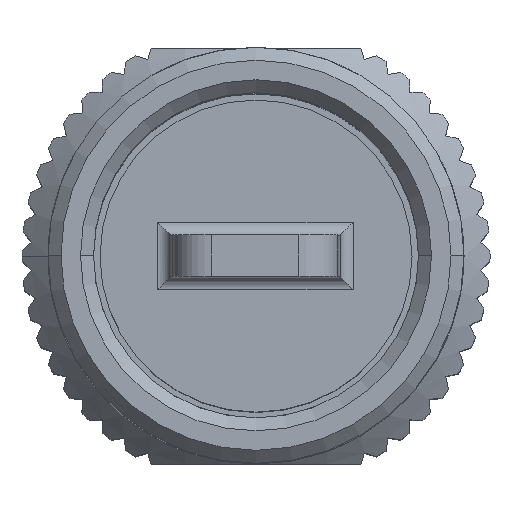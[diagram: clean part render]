
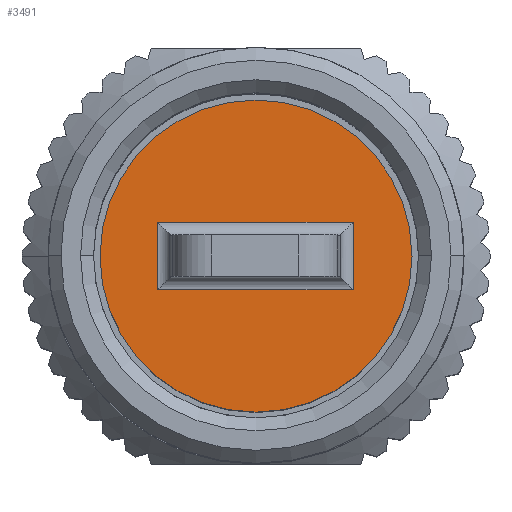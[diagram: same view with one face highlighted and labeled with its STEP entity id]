
A CAD part, top view. The second image highlights one B-rep face of the part: STEP entity #3491.
In plain terms, the highlighted planar face has unit normal (0, 0, 1).
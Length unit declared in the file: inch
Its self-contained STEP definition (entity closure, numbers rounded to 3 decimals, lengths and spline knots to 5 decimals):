
#867 = LINE ( 'NONE', #2592, #2339 ) ;
#1134 = CARTESIAN_POINT ( 'NONE',  ( 0.90755, 1.24752, 2.017 ) ) ;
#1283 = ORIENTED_EDGE ( 'NONE', *, *, #5296, .T. ) ;
#1297 = CIRCLE ( 'NONE', #4076, 0.23622 ) ;
#1315 = EDGE_CURVE ( 'NONE', #8756, #6172, #7306, .T. ) ;
#1420 = FACE_OUTER_BOUND ( 'NONE', #1932, .T. ) ;
#1595 = CARTESIAN_POINT ( 'NONE',  ( 1.04408, 1.2987, 2.017 ) ) ;
#1632 = DIRECTION ( 'NONE',  ( 0., 1., 0. ) ) ;
#1654 = AXIS2_PLACEMENT_3D ( 'NONE', #5498, #7052, #3151 ) ;
#1746 = ORIENTED_EDGE ( 'NONE', *, *, #5342, .T. ) ;
#1932 = EDGE_LOOP ( 'NONE', ( #5137, #9864 ) ) ;
#1935 = VERTEX_POINT ( 'NONE', #7864 ) ;
#2339 = VECTOR ( 'NONE', #2658, 39.37008 ) ;
#2392 = VECTOR ( 'NONE', #9742, 39.37008 ) ;
#2592 = CARTESIAN_POINT ( 'NONE',  ( 1.19116, 1.2672, 2.017 ) ) ;
#2658 = DIRECTION ( 'NONE',  ( 0., -1., 0. ) ) ;
#3074 = CARTESIAN_POINT ( 'NONE',  ( 1.28031, 1.2987, 2.017 ) ) ;
#3120 = DIRECTION ( 'NONE',  ( 0., 0., -1. ) ) ;
#3151 = DIRECTION ( 'NONE',  ( -1., 0., 0. ) ) ;
#3491 = ADVANCED_FACE ( 'NONE', ( #10093, #1420 ), #7880, .F. ) ;
#3978 = VECTOR ( 'NONE', #4339, 39.37008 ) ;
#4076 = AXIS2_PLACEMENT_3D ( 'NONE', #5470, #3120, #8525 ) ;
#4106 = EDGE_CURVE ( 'NONE', #6172, #8756, #1297, .T. ) ;
#4339 = DIRECTION ( 'NONE',  ( 1., 0., 0. ) ) ;
#4450 = EDGE_CURVE ( 'NONE', #1935, #5225, #6779, .T. ) ;
#4579 = VERTEX_POINT ( 'NONE', #5483 ) ;
#4796 = AXIS2_PLACEMENT_3D ( 'NONE', #1595, #7073, #5523 ) ;
#4955 = LINE ( 'NONE', #5058, #3978 ) ;
#4983 = ORIENTED_EDGE ( 'NONE', *, *, #9408, .T. ) ;
#5058 = CARTESIAN_POINT ( 'NONE',  ( 1.04408, 1.34988, 2.017 ) ) ;
#5137 = ORIENTED_EDGE ( 'NONE', *, *, #1315, .F. ) ;
#5225 = VERTEX_POINT ( 'NONE', #8842 ) ;
#5296 = EDGE_CURVE ( 'NONE', #4579, #1935, #9837, .T. ) ;
#5342 = EDGE_CURVE ( 'NONE', #5225, #6979, #4955, .T. ) ;
#5351 = CARTESIAN_POINT ( 'NONE',  ( 0.80786, 1.2987, 2.017 ) ) ;
#5470 = CARTESIAN_POINT ( 'NONE',  ( 1.04408, 1.2987, 2.017 ) ) ;
#5483 = CARTESIAN_POINT ( 'NONE',  ( 1.19116, 1.24752, 2.017 ) ) ;
#5498 = CARTESIAN_POINT ( 'NONE',  ( 1.04408, 1.2987, 2.017 ) ) ;
#5523 = DIRECTION ( 'NONE',  ( -1., 0., 0. ) ) ;
#5685 = VECTOR ( 'NONE', #1632, 39.37008 ) ;
#6172 = VERTEX_POINT ( 'NONE', #3074 ) ;
#6777 = ORIENTED_EDGE ( 'NONE', *, *, #4450, .T. ) ;
#6779 = LINE ( 'NONE', #7045, #5685 ) ;
#6979 = VERTEX_POINT ( 'NONE', #8061 ) ;
#7045 = CARTESIAN_POINT ( 'NONE',  ( 0.89504, 1.3302, 2.017 ) ) ;
#7052 = DIRECTION ( 'NONE',  ( 0., 0., -1. ) ) ;
#7073 = DIRECTION ( 'NONE',  ( 0., 0., -1. ) ) ;
#7306 = CIRCLE ( 'NONE', #4796, 0.23622 ) ;
#7864 = CARTESIAN_POINT ( 'NONE',  ( 0.89504, 1.24752, 2.017 ) ) ;
#7880 = PLANE ( 'NONE',  #1654 ) ;
#8061 = CARTESIAN_POINT ( 'NONE',  ( 1.19116, 1.34988, 2.017 ) ) ;
#8525 = DIRECTION ( 'NONE',  ( -1., 0., 0. ) ) ;
#8532 = EDGE_LOOP ( 'NONE', ( #1283, #6777, #1746, #4983 ) ) ;
#8756 = VERTEX_POINT ( 'NONE', #5351 ) ;
#8842 = CARTESIAN_POINT ( 'NONE',  ( 0.89504, 1.34988, 2.017 ) ) ;
#9408 = EDGE_CURVE ( 'NONE', #6979, #4579, #867, .T. ) ;
#9742 = DIRECTION ( 'NONE',  ( -1., 0., 0. ) ) ;
#9837 = LINE ( 'NONE', #1134, #2392 ) ;
#9864 = ORIENTED_EDGE ( 'NONE', *, *, #4106, .F. ) ;
#10093 = FACE_BOUND ( 'NONE', #8532, .T. ) ;
